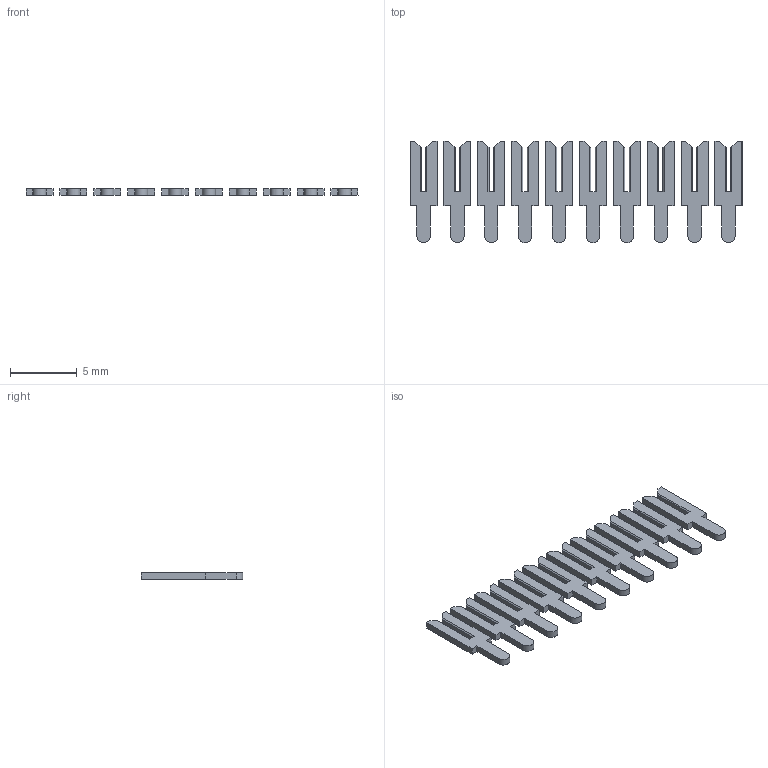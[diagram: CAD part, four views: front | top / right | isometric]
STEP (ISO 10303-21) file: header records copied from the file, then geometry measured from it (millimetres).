
FILE_DESCRIPTION (( 'STEP AP203' ), '1' );
FILE_NAME ('103-010-253-100.STEP', '2020-04-16T15:36:40', ( '' ), ( '' ), 'SwSTEP 2.0', 'SolidWorks 2016', '' );
FILE_SCHEMA (( 'CONFIG_CONTROL_DESIGN' ));
Length unit declared in the file: inch
Products named in the file (2): 103-010-253-100; 100-290-001_100-290-253
Assembly tree (10 placements, depth 2):
  103-010-253-100
    100-290-001_100-290-253  x10
Bounding box: 24.89 x 7.62 x 0.51 mm (x, y, z)
Volume: 55.2 mm3; surface area: 344.1 mm2
Topology: 10 solids, 10 shells, 200 faces, 540 edges, 360 vertices
Faces by surface type: plane 190, cylinder 10
Entity records: 1108 total; most frequent: CARTESIAN_POINT 123, DIRECTION 122, ORIENTED_EDGE 108, EDGE_CURVE 54, LINE 52, VECTOR 52, VERTEX_POINT 36, AXIS2_PLACEMENT_3D 35
